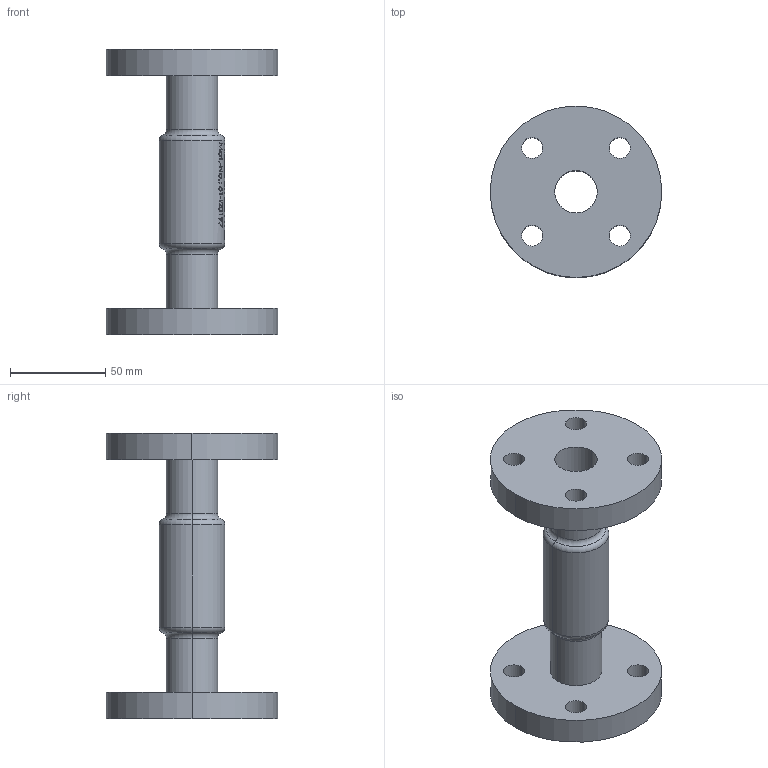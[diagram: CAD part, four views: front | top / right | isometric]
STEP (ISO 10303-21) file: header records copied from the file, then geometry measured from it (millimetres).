
FILE_DESCRIPTION (( 'STEP AP214' ), '1' );
FILE_NAME ('7120000_DN020_PN06_51420197.STEP', '2022-02-04T08:36:55', ( 'axxx' ), ( 'Hewlett-Packard Company' ), 'SwSTEP 2.0', 'SolidWorks 2019', '' );
FILE_SCHEMA (( 'AUTOMOTIVE_DESIGN' ));
Length unit declared in the file: millimetre
Products named in the file (1): 7120000_DN020_PN06_51420197
Bounding box: 90 x 90 x 150 mm (x, y, z)
Volume: 199585.8 mm3; surface area: 58348.9 mm2
Topology: 1 solids, 1 shells, 526 faces, 1413 edges, 938 vertices
Faces by surface type: plane 238, bspline 218, cylinder 62, torus 8
Entity records: 29102 total; most frequent: CARTESIAN_POINT 17458, ORIENTED_EDGE 2826, DIRECTION 1640, EDGE_CURVE 1413, VERTEX_POINT 938, VECTOR 744, LINE 744, EDGE_LOOP 593
